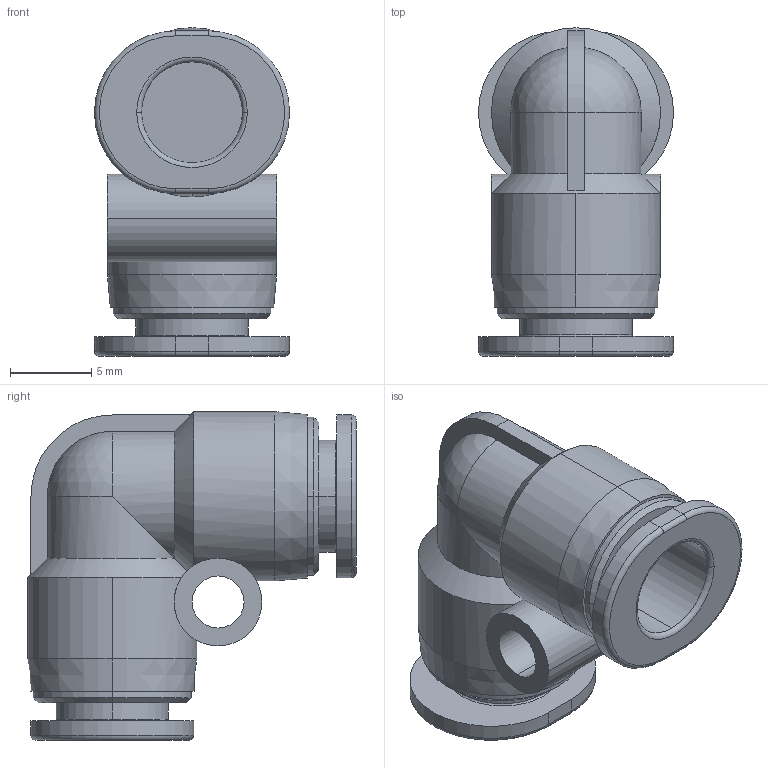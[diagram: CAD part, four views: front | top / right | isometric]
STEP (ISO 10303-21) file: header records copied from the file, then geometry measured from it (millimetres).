
FILE_DESCRIPTION((''),'2;1');
FILE_NAME('PUL06C-mdt.stp','2017-07-24T17:02:52',(''),(''),'Mechanical Desktop 2009','Mechanical Desktop 2009',', , ');
FILE_SCHEMA(('CONFIG_CONTROL_DESIGN'));
Length unit declared in the file: millimetre
Products named in the file (3): PUL06C-MDTA; PUL06C-MDT; COLLAR-L06C
Assembly tree (4 placements, depth 2):
  PUL06C-MDTA
    PUL06C-MDT
    COLLAR-L06C  x3
Bounding box: 12 x 20.2 x 20.2 mm (x, y, z)
Volume: 1543 mm3; surface area: 1987.5 mm2
Topology: 1 solids, 1 shells, 83 faces, 197 edges, 116 vertices
Faces by surface type: cylinder 35, plane 24, cone 10, torus 8, bspline 4, sphere 2
Entity records: 2768 total; most frequent: CARTESIAN_POINT 730, DIRECTION 441, ORIENTED_EDGE 382, EDGE_CURVE 191, AXIS2_PLACEMENT_3D 187, VERTEX_POINT 114, CIRCLE 101, EDGE_LOOP 93
